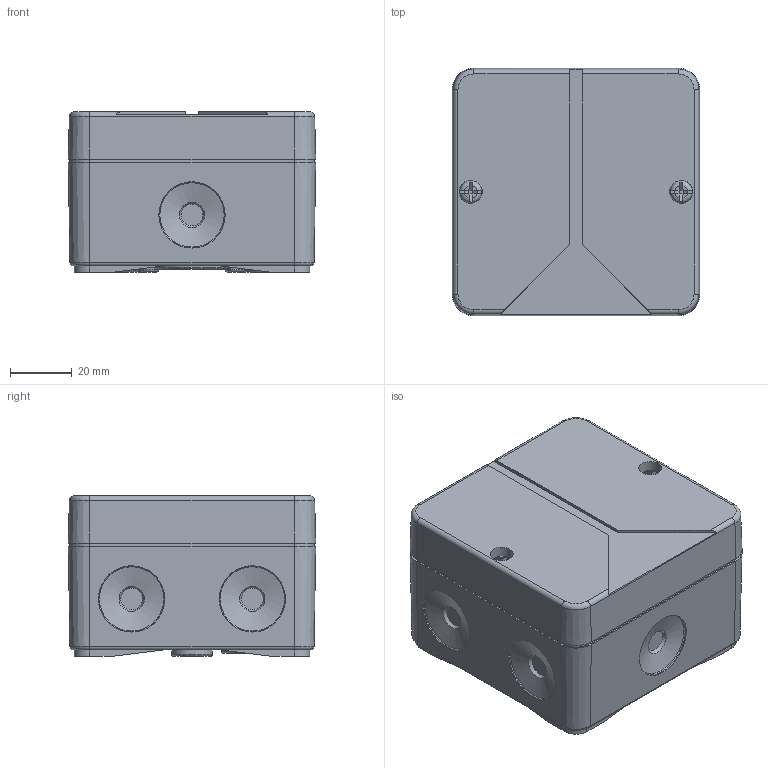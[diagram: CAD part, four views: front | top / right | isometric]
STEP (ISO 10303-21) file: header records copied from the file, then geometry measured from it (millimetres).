
FILE_DESCRIPTION( ( 'STEP AP214' ), ' ' );
FILE_NAME( '80210701.stp', '2016-04-11T14:42:15', ( '' ), ( '' ), ' ', 'PARTsolutions', ' ' );
FILE_SCHEMA( ( 'AUTOMOTIVE_DESIGN { 1 0 10303 214 1 1 1 1 }' ) );
Length unit declared in the file: millimetre
Products named in the file (4): 80210701; _Kasten-abox-025; _Deckel-abox-025; _Schraube_TK55-20mm
Assembly tree (4 placements, depth 2):
  80210701
    _Kasten-abox-025
    _Deckel-abox-025
    _Schraube_TK55-20mm  x2
Bounding box: 80 x 80 x 51.8 mm (x, y, z)
Volume: 83144.4 mm3; surface area: 60510.3 mm2
Topology: 4 solids, 4 shells, 540 faces, 1383 edges, 898 vertices
Faces by surface type: plane 311, cylinder 111, cone 90, torus 26, bspline 2
Full cylindrical faces by diameter (mm): 2.5 x2, 3.1 x4, 3.4 x2, 3.9 x2, 4 x4, 5 x3, 7.2 x2, 7.5 x4, 8.8 x2, 10 x4, 11 x2, 19.2 x1, 21.4 x7, 25.2 x1
Entity records: 19290 total; most frequent: CARTESIAN_POINT 3041, DIRECTION 2552, ORIENTED_EDGE 2404, EDGE_CURVE 1202, AXIS2_PLACEMENT_3D 903, VERTEX_POINT 828, LINE 746, VECTOR 746
